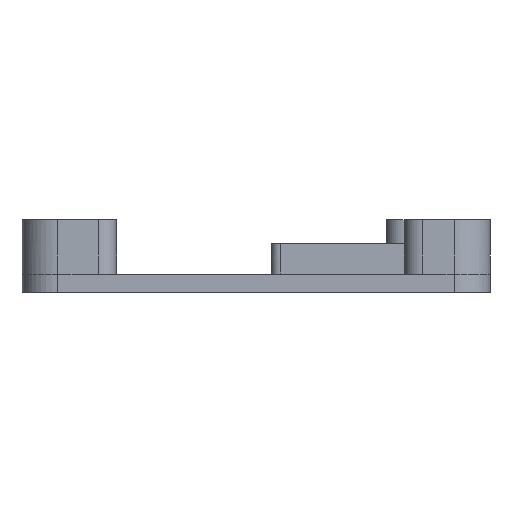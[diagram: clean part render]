
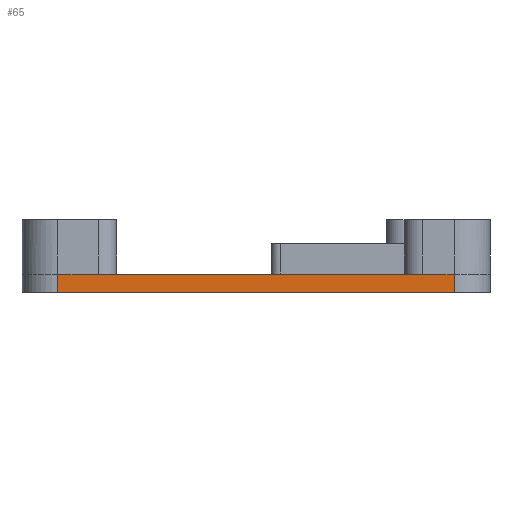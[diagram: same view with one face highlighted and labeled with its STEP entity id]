
A CAD part, left-side view. The second image highlights one B-rep face of the part: STEP entity #65.
In plain terms, the highlighted planar face has unit normal (-1, 0, 0).
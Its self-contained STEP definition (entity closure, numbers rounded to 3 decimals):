
#65=ADVANCED_FACE('',(#151),#1364,.T.);
#151=FACE_OUTER_BOUND('',#245,.T.);
#245=EDGE_LOOP('',(#498,#499,#500,#501,#502,#503));
#498=ORIENTED_EDGE('',*,*,#841,.F.);
#499=ORIENTED_EDGE('',*,*,#849,.T.);
#500=ORIENTED_EDGE('',*,*,#770,.T.);
#501=ORIENTED_EDGE('',*,*,#861,.T.);
#502=ORIENTED_EDGE('',*,*,#801,.T.);
#503=ORIENTED_EDGE('',*,*,#850,.T.);
#770=EDGE_CURVE('',#1194,#1193,#968,.T.);
#801=EDGE_CURVE('',#1214,#1213,#988,.T.);
#841=EDGE_CURVE('',#1238,#1239,#1014,.T.);
#849=EDGE_CURVE('',#1238,#1194,#1018,.T.);
#850=EDGE_CURVE('',#1213,#1239,#1019,.T.);
#861=EDGE_CURVE('',#1193,#1214,#1029,.T.);
#968=B_SPLINE_CURVE_WITH_KNOTS('',1,(#2037,#2038),.UNSPECIFIED.,.F.,.F.,
(2,2),(-1.764,0.),.UNSPECIFIED.);
#988=B_SPLINE_CURVE_WITH_KNOTS('',1,(#2114,#2115),.UNSPECIFIED.,.F.,.F.,
(2,2),(-16.803,-14.551),.UNSPECIFIED.);
#1014=B_SPLINE_CURVE_WITH_KNOTS('',1,(#2214,#2215),.UNSPECIFIED.,.F.,.F.,
(2,2),(0.,22.),.UNSPECIFIED.);
#1018=B_SPLINE_CURVE_WITH_KNOTS('',1,(#2234,#2235),.UNSPECIFIED.,.F.,.F.,
(2,2),(0.,1.),.UNSPECIFIED.);
#1019=B_SPLINE_CURVE_WITH_KNOTS('',1,(#2236,#2237),.UNSPECIFIED.,.F.,.F.,
(2,2),(-1.,0.),.UNSPECIFIED.);
#1029=B_SPLINE_CURVE_WITH_KNOTS('',1,(#2259,#2260),.UNSPECIFIED.,.F.,.F.,
(2,2),(1.764,19.748),.UNSPECIFIED.);
#1193=VERTEX_POINT('',#1821);
#1194=VERTEX_POINT('',#1822);
#1213=VERTEX_POINT('',#1841);
#1214=VERTEX_POINT('',#1842);
#1238=VERTEX_POINT('',#1866);
#1239=VERTEX_POINT('',#1867);
#1364=PLANE('',#1508);
#1508=AXIS2_PLACEMENT_3D('',#1670,#1589,$);
#1589=DIRECTION('',(-1.,0.,0.));
#1670=CARTESIAN_POINT('',(-28.562,13.24,-4.));
#1821=CARTESIAN_POINT('',(-28.562,-6.996,-3.));
#1822=CARTESIAN_POINT('',(-28.562,-8.76,-3.));
#1841=CARTESIAN_POINT('',(-28.562,13.24,-3.));
#1842=CARTESIAN_POINT('',(-28.562,10.988,-3.));
#1866=CARTESIAN_POINT('',(-28.562,-8.76,-4.));
#1867=CARTESIAN_POINT('',(-28.562,13.24,-4.));
#2037=CARTESIAN_POINT('',(-28.562,-8.76,-3.));
#2038=CARTESIAN_POINT('',(-28.562,-6.996,-3.));
#2114=CARTESIAN_POINT('',(-28.562,10.988,-3.));
#2115=CARTESIAN_POINT('',(-28.562,13.24,-3.));
#2214=CARTESIAN_POINT('',(-28.562,-8.76,-4.));
#2215=CARTESIAN_POINT('',(-28.562,13.24,-4.));
#2234=CARTESIAN_POINT('',(-28.562,-8.76,-4.));
#2235=CARTESIAN_POINT('',(-28.562,-8.76,-3.));
#2236=CARTESIAN_POINT('',(-28.562,13.24,-3.));
#2237=CARTESIAN_POINT('',(-28.562,13.24,-4.));
#2259=CARTESIAN_POINT('',(-28.562,-6.996,-3.));
#2260=CARTESIAN_POINT('',(-28.562,10.988,-3.));
